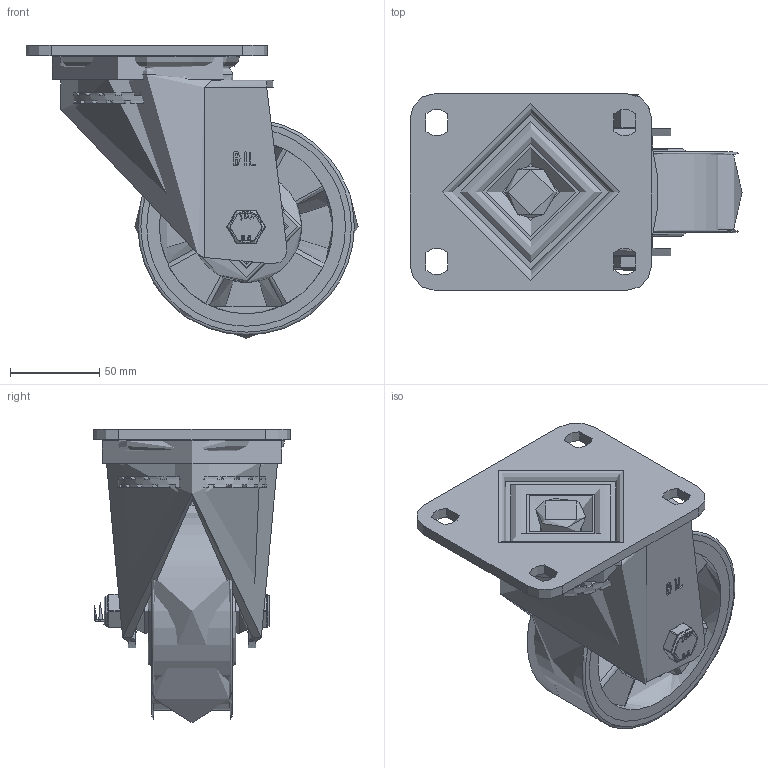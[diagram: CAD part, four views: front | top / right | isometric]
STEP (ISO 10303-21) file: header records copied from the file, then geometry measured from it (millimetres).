
FILE_DESCRIPTION(/* description */ (''),/* implementation_level */ '2;1');
FILE_NAME(/* name */ 'BZP125XPNBJ.step',/* time_stamp */ '2025-06-23T13:07:39+01:00',/* author */ (''),/* organization */ (''),/* preprocessor_version */ 'ST-DEVELOPER v20.1',/* originating_system */ 'Autodesk Translation Framework v14.10.0.0',/* authorisation */ '');
FILE_SCHEMA (('AUTOMOTIVE_DESIGN { 1 0 10303 214 3 1 1 }'));
Products named in the file (36): BZP125XPNBJ; BZP125AS - 63 v1; BZP125AS v1 (1); ZINC PLATED, PRESSED STEEL TOP PLATE (1); ZINC PLATED, PRESSED STEEL TOP PLATE Geometry (1); NUT (1); ZINC PLATED, PRESSED STEEL FORKS (1); BEARING SEAL (1); BZXH125WPNBJM20 v1; POLYURETHANE TYRE; NYLON RIM; NYLON RIM Geometry; BEARING SPACER; BEARING6204; BALL BEARINGS; BEARING6204 (1); BALL BEARINGS (1); Component3; INNER; OUTER; MIDDLE; RUBBER; TH20X2X12 v1; ZINC PLATED HEADED SPACER; TH20X2X12 v1 (1); ZINC PLATED HEADED SPACER (1); WM12X25X5 v1; ZINC PLATED WASHER; WM12X25X5 v1 (1); ZINC PLATED WASHER (1); HEXBOLTM12X90Z8.8 v2; GRADE 8.8 ZINC PLATED BOLT; NYLOCM12Z14MM v1; NYLOC NUT; NUT (2); RUBBER (1)
Assembly tree (54 placements, depth 5):
  BZP125XPNBJ
    BZP125AS - 63 v1
      BZP125AS v1 (1)
        ZINC PLATED, PRESSED STEEL TOP PLATE (1)
          ZINC PLATED, PRESSED STEEL TOP PLATE Geometry (1)
          NUT (1)
        ZINC PLATED, PRESSED STEEL FORKS (1)
        BEARING SEAL (1)
    BZXH125WPNBJM20 v1
      POLYURETHANE TYRE
      NYLON RIM
        NYLON RIM Geometry
        BEARING SPACER
      BEARING6204
        INNER
        OUTER
        BALL BEARINGS
          Component3  x8
        MIDDLE
        RUBBER
      BEARING6204 (1)
        BALL BEARINGS (1)
          Component3  x8
        INNER
        OUTER
        MIDDLE
        RUBBER
    TH20X2X12 v1
      ZINC PLATED HEADED SPACER
    TH20X2X12 v1 (1)
      ZINC PLATED HEADED SPACER (1)
    WM12X25X5 v1
      ZINC PLATED WASHER
    WM12X25X5 v1 (1)
      ZINC PLATED WASHER (1)
    HEXBOLTM12X90Z8.8 v2
      GRADE 8.8 ZINC PLATED BOLT
    NYLOCM12Z14MM v1
      NYLOC NUT
        NUT (2)
        RUBBER (1)
Bounding box: 185.5 x 110 x 164 mm (x, y, z)
Volume: 661520.8 mm3; surface area: 274808 mm2
Topology: 40 solids, 40 shells, 1395 faces, 3661 edges, 2422 vertices
Faces by surface type: plane 661, bspline 406, cylinder 238, sphere 66, torus 21, cone 3
Full cylindrical faces by diameter (mm): 9.836 x16, 11.834 x16, 12 x3, 12.2 x2, 12.5 x2, 12.75 x2, 14 x2, 17.75 x1, 18.5 x1, 19 x2, 19.8 x2, 20 x3, 24.5 x2, 25 x3, 27 x2, 28.5 x8, 29 x2, 30 x2, 30.8 x4, 31.3 x4, 40 x1, 40.3 x4, 40.5 x4, 40.8 x4, 42 x10, 47 x4, 50 x1, 62 x2, 83 x1, 88 x1
Entity records: 46789 total; most frequent: CARTESIAN_POINT 21612, ORIENTED_EDGE 5396, DIRECTION 4423, EDGE_CURVE 2698, VERTEX_POINT 1788, AXIS2_PLACEMENT_3D 1614, EDGE_LOOP 1202, LINE 1195
